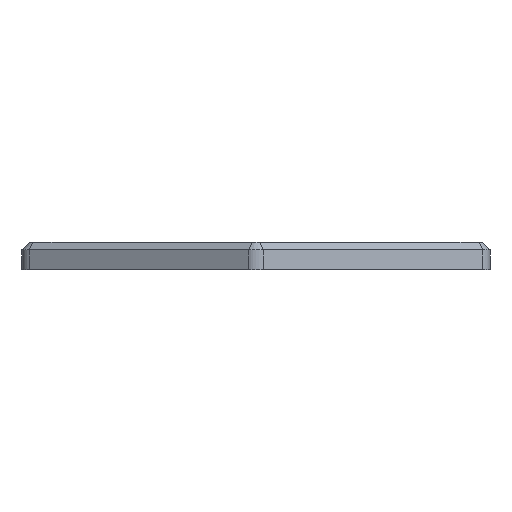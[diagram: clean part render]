
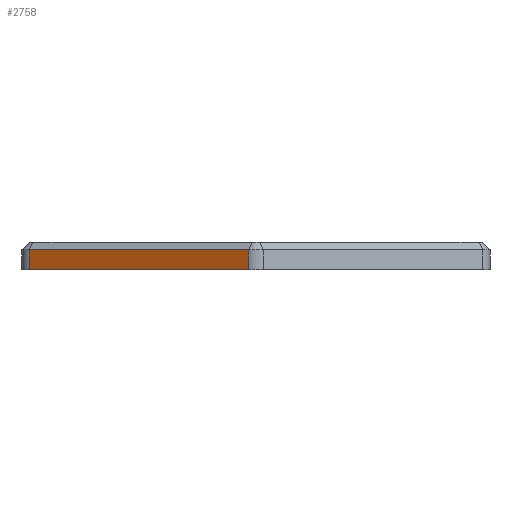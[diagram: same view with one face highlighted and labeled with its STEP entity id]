
A CAD part, left-side view. The second image highlights one B-rep face of the part: STEP entity #2758.
In plain terms, the highlighted planar face has unit normal (-0.866, 0.5, 0).
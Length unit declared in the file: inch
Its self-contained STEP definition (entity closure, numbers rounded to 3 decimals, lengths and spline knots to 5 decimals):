
#128=PLANE('',#3087);
#275=FACE_OUTER_BOUND('',#475,.T.);
#475=EDGE_LOOP('',(#2510,#2511,#2512,#2513));
#641=LINE('',#4614,#857);
#649=LINE('',#4638,#865);
#689=LINE('',#4751,#905);
#691=LINE('',#4756,#907);
#857=VECTOR('',#3787,0.3937);
#865=VECTOR('',#3815,0.3937);
#905=VECTOR('',#3943,0.3937);
#907=VECTOR('',#3949,0.3937);
#1310=VERTEX_POINT('',#4608);
#1311=VERTEX_POINT('',#4612);
#1317=VERTEX_POINT('',#4636);
#1346=VERTEX_POINT('',#4749);
#1666=EDGE_CURVE('',#1310,#1311,#641,.T.);
#1678=EDGE_CURVE('',#1317,#1310,#649,.T.);
#1734=EDGE_CURVE('',#1346,#1317,#689,.T.);
#1737=EDGE_CURVE('',#1346,#1311,#691,.T.);
#2510=ORIENTED_EDGE('',*,*,#1666,.F.);
#2511=ORIENTED_EDGE('',*,*,#1678,.F.);
#2512=ORIENTED_EDGE('',*,*,#1734,.F.);
#2513=ORIENTED_EDGE('',*,*,#1737,.T.);
#2758=ADVANCED_FACE('',(#275),#128,.T.);
#3087=AXIS2_PLACEMENT_3D('',#4758,#3951,#3952);
#3787=DIRECTION('',(-0.5,-0.866,0.));
#3815=DIRECTION('',(0.,0.,1.));
#3943=DIRECTION('',(0.5,0.866,0.));
#3949=DIRECTION('',(0.,0.,1.));
#3951=DIRECTION('center_axis',(-0.866,0.5,0.));
#3952=DIRECTION('ref_axis',(-0.5,-0.866,0.));
#4608=CARTESIAN_POINT('',(-2.38157,3.875,0.92618));
#4612=CARTESIAN_POINT('',(-4.54663,0.125,0.92618));
#4614=CARTESIAN_POINT('',(-2.92284,2.9375,0.92618));
#4636=CARTESIAN_POINT('',(-2.38157,3.875,0.58809));
#4638=CARTESIAN_POINT('',(-2.38157,3.875,0.80118));
#4749=CARTESIAN_POINT('',(-4.54663,0.125,0.58809));
#4751=CARTESIAN_POINT('',(-4.00537,1.0625,0.58809));
#4756=CARTESIAN_POINT('',(-4.54663,0.125,0.80118));
#4758=CARTESIAN_POINT('Origin',(-2.38157,3.875,0.80118));
